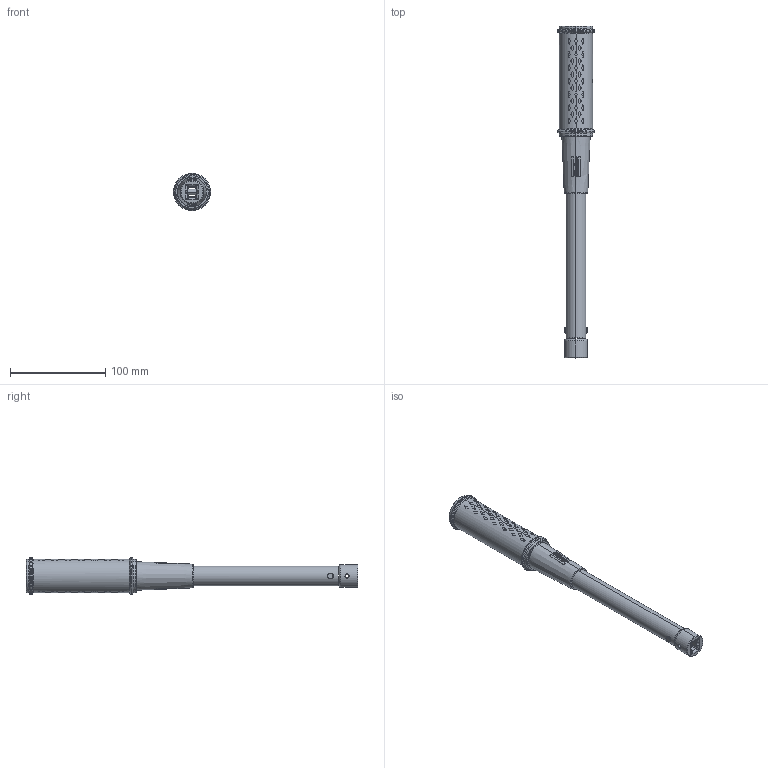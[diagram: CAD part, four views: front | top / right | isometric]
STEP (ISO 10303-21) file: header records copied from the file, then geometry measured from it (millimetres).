
FILE_DESCRIPTION (( 'STEP AP214' ), '1' );
FILE_NAME ('8439004104.STEP', '2016-12-13T08:11:57', ( '' ), ( '' ), 'SwSTEP 2.0', 'SolidWorks 2016', '' );
FILE_SCHEMA (( 'AUTOMOTIVE_DESIGN' ));
Length unit declared in the file: millimetre
Products named in the file (1): 8439004104
Bounding box: 39 x 349 x 39 mm (x, y, z)
Surface area: 47380 mm2 (no closed solid volume)
Topology: 0 solids, 10 shells, 590 faces, 2752 edges, 2018 vertices
Faces by surface type: bspline 436, cone 76, plane 39, cylinder 37, torus 2
Entity records: 53804 total; most frequent: CARTESIAN_POINT 32097, ORIENTED_EDGE 3929, EDGE_CURVE 2750, B_SPLINE_CURVE_WITH_KNOTS 2309, VERTEX_POINT 2018, DIRECTION 801, EDGE_LOOP 666, UNCERTAINTY_MEASURE_WITH_UNIT 592
